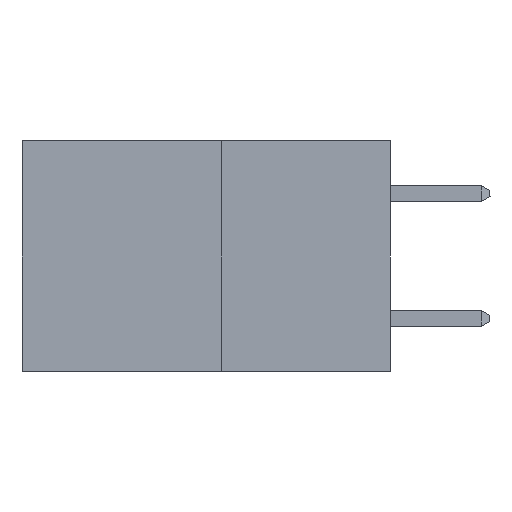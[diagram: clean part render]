
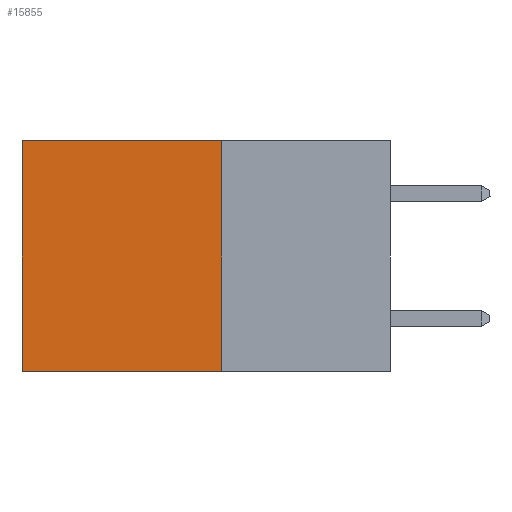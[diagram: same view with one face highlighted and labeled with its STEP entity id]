
A CAD part, left-side view. The second image highlights one B-rep face of the part: STEP entity #15855.
In plain terms, the highlighted planar face has unit normal (-1, 0, 0).
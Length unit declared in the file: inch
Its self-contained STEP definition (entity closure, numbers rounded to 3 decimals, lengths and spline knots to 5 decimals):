
#1329 = ORIENTED_EDGE ( 'NONE', *, *, #15687, .T. ) ;
#2441 = LINE ( 'NONE', #16908, #17906 ) ;
#2476 = CARTESIAN_POINT ( 'NONE',  ( 0.277, 0.27, -0.37 ) ) ;
#4180 = VECTOR ( 'NONE', #14630, 39.37008 ) ;
#5618 = CARTESIAN_POINT ( 'NONE',  ( 0.277, 0.59, -0.37 ) ) ;
#6116 = DIRECTION ( 'NONE',  ( 1., 0., 0. ) ) ;
#7613 = DIRECTION ( 'NONE',  ( 0., 0., -1. ) ) ;
#7661 = FACE_OUTER_BOUND ( 'NONE', #20098, .T. ) ;
#8059 = CARTESIAN_POINT ( 'NONE',  ( 0.277, 0.27, -0.37 ) ) ;
#8110 = VERTEX_POINT ( 'NONE', #23928 ) ;
#8415 = ORIENTED_EDGE ( 'NONE', *, *, #25019, .F. ) ;
#9269 = VECTOR ( 'NONE', #23374, 39.37008 ) ;
#9716 = VERTEX_POINT ( 'NONE', #2476 ) ;
#11476 = VECTOR ( 'NONE', #7613, 39.37008 ) ;
#14340 = EDGE_CURVE ( 'NONE', #9716, #25851, #19918, .T. ) ;
#14630 = DIRECTION ( 'NONE',  ( 0., 1., 0. ) ) ;
#15187 = AXIS2_PLACEMENT_3D ( 'NONE', #8059, #6116, #20149 ) ;
#15687 = EDGE_CURVE ( 'NONE', #8110, #25851, #18655, .T. ) ;
#15694 = VERTEX_POINT ( 'NONE', #23671 ) ;
#15855 = ADVANCED_FACE ( 'NONE', ( #7661 ), #18153, .F. ) ;
#16908 = CARTESIAN_POINT ( 'NONE',  ( 0.277, 0.27, -0.37 ) ) ;
#16932 = EDGE_CURVE ( 'NONE', #15694, #8110, #25484, .T. ) ;
#17850 = CARTESIAN_POINT ( 'NONE',  ( 0.277, 0.59, -0.37 ) ) ;
#17906 = VECTOR ( 'NONE', #18897, 39.37008 ) ;
#18153 = PLANE ( 'NONE',  #15187 ) ;
#18542 = ORIENTED_EDGE ( 'NONE', *, *, #16932, .T. ) ;
#18655 = LINE ( 'NONE', #5618, #11476 ) ;
#18897 = DIRECTION ( 'NONE',  ( 0., 0., -1. ) ) ;
#19327 = CARTESIAN_POINT ( 'NONE',  ( 0.277, 0.27, -0.37 ) ) ;
#19918 = LINE ( 'NONE', #19327, #9269 ) ;
#20098 = EDGE_LOOP ( 'NONE', ( #1329, #22747, #8415, #18542 ) ) ;
#20149 = DIRECTION ( 'NONE',  ( 0., 0., -1. ) ) ;
#22747 = ORIENTED_EDGE ( 'NONE', *, *, #14340, .F. ) ;
#23374 = DIRECTION ( 'NONE',  ( 0., 1., 0. ) ) ;
#23671 = CARTESIAN_POINT ( 'NONE',  ( 0.277, 0.27, 0. ) ) ;
#23928 = CARTESIAN_POINT ( 'NONE',  ( 0.277, 0.59, 0. ) ) ;
#24595 = CARTESIAN_POINT ( 'NONE',  ( 0.277, 0.27, 0. ) ) ;
#25019 = EDGE_CURVE ( 'NONE', #15694, #9716, #2441, .T. ) ;
#25484 = LINE ( 'NONE', #24595, #4180 ) ;
#25851 = VERTEX_POINT ( 'NONE', #17850 ) ;
